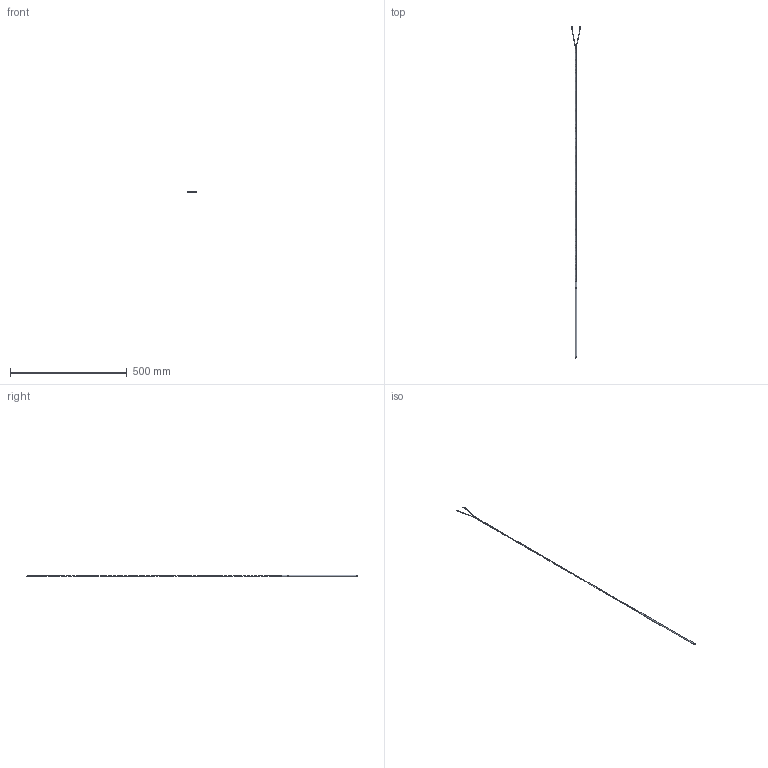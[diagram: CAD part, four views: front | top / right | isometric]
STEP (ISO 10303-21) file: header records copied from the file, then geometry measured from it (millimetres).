
FILE_DESCRIPTION(/* description */ (''),/* implementation_level */ '2;1');
FILE_NAME(/* name */ 'open_thermocouple.step',/* time_stamp */ '2023-01-31T13:30:21-05:00',/* author */ (''),/* organization */ (''),/* preprocessor_version */ 'ST-DEVELOPER v19.2',/* originating_system */ 'Autodesk Translation Framework v11.17.0.187',/* authorisation */ '');
FILE_SCHEMA (('AUTOMOTIVE_DESIGN { 1 0 10303 214 3 1 1 }'));
Length unit declared in the file: millimetre
Products named in the file (6): open_thermocouple; Sheat; Sleeve; Lead Wire; 8007K59_Spade Terminals; thermocouple
Assembly tree (6 placements, depth 2):
  open_thermocouple
    Sheat
    Sleeve
    Lead Wire
    8007K59_Spade Terminals  x2
    thermocouple
Bounding box: 39.3 x 1424.4 x 7 mm (x, y, z)
Volume: 20125.7 mm3; surface area: 18894.7 mm2
Topology: 8 solids, 8 shells, 117 faces, 272 edges, 178 vertices
Faces by surface type: plane 57, cylinder 33, bspline 22, cone 4, torus 1
Full cylindrical faces by diameter (mm): 1.524 x2, 1.835 x2, 2.159 x2, 2.591 x2, 2.845 x2, 3.175 x2, 5.35 x1, 6.35 x1, 7 x1
Entity records: 2902 total; most frequent: CARTESIAN_POINT 1222, DIRECTION 318, ORIENTED_EDGE 300, EDGE_CURVE 150, AXIS2_PLACEMENT_3D 125, VERTEX_POINT 98, EDGE_LOOP 76, FACE_OUTER_BOUND 69
